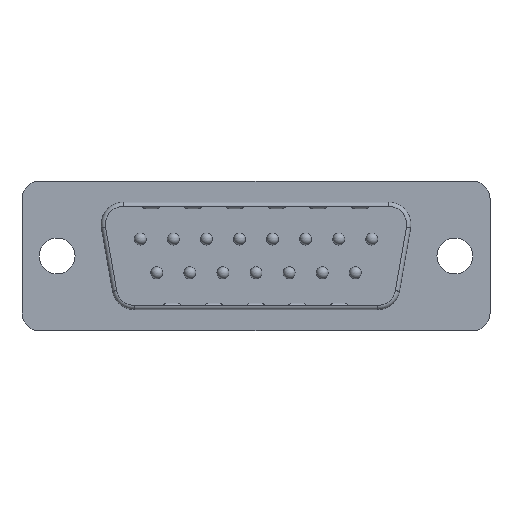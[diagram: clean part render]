
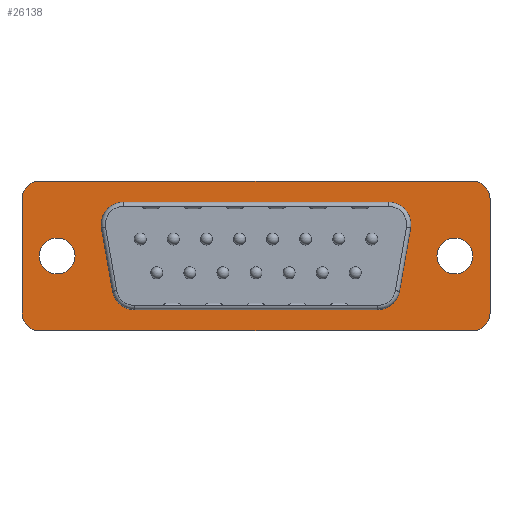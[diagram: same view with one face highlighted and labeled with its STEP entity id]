
A CAD part, top view. The second image highlights one B-rep face of the part: STEP entity #26138.
In plain terms, the highlighted face is planar.
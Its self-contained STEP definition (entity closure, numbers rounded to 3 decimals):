
#663=PLANE('',#27719);
#1890=LINE('',#44582,#3561);
#1894=LINE('',#44594,#3565);
#1898=LINE('',#44606,#3569);
#1902=LINE('',#44618,#3573);
#2094=LINE('',#45272,#3765);
#2099=LINE('',#45286,#3770);
#2110=LINE('',#45310,#3781);
#2111=LINE('',#45311,#3782);
#3561=VECTOR('',#30459,1000.);
#3565=VECTOR('',#30471,1000.);
#3569=VECTOR('',#30483,1000.);
#3573=VECTOR('',#30495,1000.);
#3765=VECTOR('',#31197,1000.);
#3770=VECTOR('',#31212,1000.);
#3781=VECTOR('',#31245,1000.);
#3782=VECTOR('',#31246,1000.);
#6780=ORIENTED_EDGE('',*,*,#11955,.T.);
#6781=ORIENTED_EDGE('',*,*,#12019,.T.);
#6782=ORIENTED_EDGE('',*,*,#12010,.F.);
#6783=ORIENTED_EDGE('',*,*,#11999,.T.);
#6784=ORIENTED_EDGE('',*,*,#12001,.F.);
#6785=ORIENTED_EDGE('',*,*,#12020,.T.);
#6786=ORIENTED_EDGE('',*,*,#12004,.F.);
#6787=ORIENTED_EDGE('',*,*,#12006,.T.);
#6788=ORIENTED_EDGE('',*,*,#12008,.F.);
#6789=ORIENTED_EDGE('',*,*,#11688,.T.);
#6790=ORIENTED_EDGE('',*,*,#11685,.T.);
#6791=ORIENTED_EDGE('',*,*,#11682,.T.);
#6792=ORIENTED_EDGE('',*,*,#11679,.T.);
#6793=ORIENTED_EDGE('',*,*,#11676,.T.);
#6794=ORIENTED_EDGE('',*,*,#11673,.T.);
#6795=ORIENTED_EDGE('',*,*,#11670,.T.);
#6796=ORIENTED_EDGE('',*,*,#11667,.T.);
#6797=ORIENTED_EDGE('',*,*,#11956,.T.);
#11667=EDGE_CURVE('',#14400,#14399,#1890,.T.);
#11670=EDGE_CURVE('',#14402,#14400,#15905,.T.);
#11673=EDGE_CURVE('',#14404,#14402,#1894,.T.);
#11676=EDGE_CURVE('',#14406,#14404,#15907,.T.);
#11679=EDGE_CURVE('',#14408,#14406,#1898,.T.);
#11682=EDGE_CURVE('',#14410,#14408,#15909,.T.);
#11685=EDGE_CURVE('',#14412,#14410,#1902,.T.);
#11688=EDGE_CURVE('',#14399,#14412,#15911,.T.);
#11955=EDGE_CURVE('',#14591,#14591,#15914,.T.);
#11956=EDGE_CURVE('',#14592,#14592,#15915,.T.);
#11999=EDGE_CURVE('',#14617,#14618,#2094,.T.);
#12001=EDGE_CURVE('',#14619,#14618,#15944,.T.);
#12004=EDGE_CURVE('',#14621,#14620,#15945,.T.);
#12006=EDGE_CURVE('',#14621,#14622,#2099,.T.);
#12008=EDGE_CURVE('',#14623,#14622,#15946,.T.);
#12010=EDGE_CURVE('',#14617,#14624,#15947,.T.);
#12019=EDGE_CURVE('',#14623,#14624,#2110,.T.);
#12020=EDGE_CURVE('',#14619,#14620,#2111,.T.);
#14399=VERTEX_POINT('',#44581);
#14400=VERTEX_POINT('',#44583);
#14402=VERTEX_POINT('',#44589);
#14404=VERTEX_POINT('',#44595);
#14406=VERTEX_POINT('',#44601);
#14408=VERTEX_POINT('',#44607);
#14410=VERTEX_POINT('',#44613);
#14412=VERTEX_POINT('',#44619);
#14591=VERTEX_POINT('',#45183);
#14592=VERTEX_POINT('',#45186);
#14617=VERTEX_POINT('',#45269);
#14618=VERTEX_POINT('',#45271);
#14619=VERTEX_POINT('',#45275);
#14620=VERTEX_POINT('',#45279);
#14621=VERTEX_POINT('',#45281);
#14622=VERTEX_POINT('',#45285);
#14623=VERTEX_POINT('',#45289);
#14624=VERTEX_POINT('',#45293);
#15905=CIRCLE('',#27439,1.5);
#15907=CIRCLE('',#27443,1.5);
#15909=CIRCLE('',#27447,1.5);
#15911=CIRCLE('',#27451,1.5);
#15914=CIRCLE('',#27656,1.5);
#15915=CIRCLE('',#27658,1.5);
#15944=CIRCLE('',#27705,1.85);
#15945=CIRCLE('',#27707,1.85);
#15946=CIRCLE('',#27710,1.85);
#15947=CIRCLE('',#27712,1.85);
#16614=EDGE_LOOP('',(#6780));
#16615=EDGE_LOOP('',(#6781,#6782,#6783,#6784,#6785,#6786,#6787,#6788));
#16616=EDGE_LOOP('',(#6789,#6790,#6791,#6792,#6793,#6794,#6795,#6796));
#16617=EDGE_LOOP('',(#6797));
#17747=FACE_BOUND('',#16614,.T.);
#17748=FACE_BOUND('',#16615,.T.);
#17749=FACE_BOUND('',#16616,.T.);
#17750=FACE_BOUND('',#16617,.T.);
#26138=ADVANCED_FACE('',(#17747,#17748,#17749,#17750),#663,.T.);
#27439=AXIS2_PLACEMENT_3D('',#44588,#30465,#30466);
#27443=AXIS2_PLACEMENT_3D('',#44600,#30477,#30478);
#27447=AXIS2_PLACEMENT_3D('',#44612,#30489,#30490);
#27451=AXIS2_PLACEMENT_3D('',#44623,#30501,#30502);
#27656=AXIS2_PLACEMENT_3D('',#45182,#31087,#31088);
#27658=AXIS2_PLACEMENT_3D('',#45185,#31091,#31092);
#27705=AXIS2_PLACEMENT_3D('',#45276,#31201,#31202);
#27707=AXIS2_PLACEMENT_3D('',#45282,#31207,#31208);
#27710=AXIS2_PLACEMENT_3D('',#45290,#31216,#31217);
#27712=AXIS2_PLACEMENT_3D('',#45294,#31221,#31222);
#27719=AXIS2_PLACEMENT_3D('',#45309,#31243,#31244);
#30459=DIRECTION('',(0.,0.,1.));
#30465=DIRECTION('',(0.,1.,0.));
#30466=DIRECTION('',(1.,0.,0.));
#30471=DIRECTION('',(-1.,0.,0.));
#30477=DIRECTION('',(0.,1.,0.));
#30478=DIRECTION('',(1.,0.,0.));
#30483=DIRECTION('',(0.,0.,-1.));
#30489=DIRECTION('',(0.,1.,0.));
#30490=DIRECTION('',(-1.,0.,0.));
#30495=DIRECTION('',(1.,0.,0.));
#30501=DIRECTION('',(0.,1.,0.));
#30502=DIRECTION('',(1.,0.,0.));
#31087=DIRECTION('',(0.,-1.,0.));
#31088=DIRECTION('',(-1.,0.,0.));
#31091=DIRECTION('',(0.,-1.,0.));
#31092=DIRECTION('',(-1.,0.,0.));
#31197=DIRECTION('',(0.174,0.,-0.985));
#31201=DIRECTION('',(0.,1.,0.));
#31202=DIRECTION('',(0.,0.,1.));
#31207=DIRECTION('',(0.,1.,0.));
#31208=DIRECTION('',(0.,0.,1.));
#31212=DIRECTION('',(0.174,0.,0.985));
#31216=DIRECTION('',(0.,1.,0.));
#31217=DIRECTION('',(0.,0.,1.));
#31221=DIRECTION('',(0.,1.,0.));
#31222=DIRECTION('',(0.,0.,1.));
#31243=DIRECTION('',(0.,1.,0.));
#31244=DIRECTION('',(0.,0.,1.));
#31245=DIRECTION('',(-1.,0.,0.));
#31246=DIRECTION('',(1.,0.,0.));
#44581=CARTESIAN_POINT('',(-19.6,5.4,4.775));
#44582=CARTESIAN_POINT('',(-19.6,5.4,-4.775));
#44583=CARTESIAN_POINT('',(-19.6,5.4,-4.775));
#44588=CARTESIAN_POINT('',(-18.1,5.4,-4.775));
#44589=CARTESIAN_POINT('',(-18.1,5.4,-6.275));
#44594=CARTESIAN_POINT('',(18.1,5.4,-6.275));
#44595=CARTESIAN_POINT('',(18.1,5.4,-6.275));
#44600=CARTESIAN_POINT('',(18.1,5.4,-4.775));
#44601=CARTESIAN_POINT('',(19.6,5.4,-4.775));
#44606=CARTESIAN_POINT('',(19.6,5.4,4.775));
#44607=CARTESIAN_POINT('',(19.6,5.4,4.775));
#44612=CARTESIAN_POINT('',(18.1,5.4,4.775));
#44613=CARTESIAN_POINT('',(18.1,5.4,6.275));
#44618=CARTESIAN_POINT('',(-18.1,5.4,6.275));
#44619=CARTESIAN_POINT('',(-18.1,5.4,6.275));
#44623=CARTESIAN_POINT('',(-18.1,5.4,4.775));
#45182=CARTESIAN_POINT('',(-16.66,5.4,0.));
#45183=CARTESIAN_POINT('',(-18.16,5.4,0.));
#45185=CARTESIAN_POINT('',(16.66,5.4,0.));
#45186=CARTESIAN_POINT('',(15.16,5.4,0.));
#45269=CARTESIAN_POINT('',(-12.947,5.4,2.329));
#45271=CARTESIAN_POINT('',(-12.012,5.4,-2.971));
#45272=CARTESIAN_POINT('',(-13.521,5.4,5.582));
#45275=CARTESIAN_POINT('',(-10.19,5.4,-4.5));
#45276=CARTESIAN_POINT('',(-10.19,5.4,-2.65));
#45279=CARTESIAN_POINT('',(10.19,5.4,-4.5));
#45281=CARTESIAN_POINT('',(12.012,5.4,-2.971));
#45282=CARTESIAN_POINT('',(10.19,5.4,-2.65));
#45285=CARTESIAN_POINT('',(12.947,5.4,2.329));
#45286=CARTESIAN_POINT('',(12.429,5.4,-0.608));
#45289=CARTESIAN_POINT('',(11.125,5.4,4.5));
#45290=CARTESIAN_POINT('',(11.125,5.4,2.65));
#45293=CARTESIAN_POINT('',(-11.125,5.4,4.5));
#45294=CARTESIAN_POINT('',(-11.125,5.4,2.65));
#45309=CARTESIAN_POINT('',(-18.1,5.4,4.775));
#45310=CARTESIAN_POINT('',(-18.1,5.4,4.5));
#45311=CARTESIAN_POINT('',(-18.1,5.4,-4.5));
